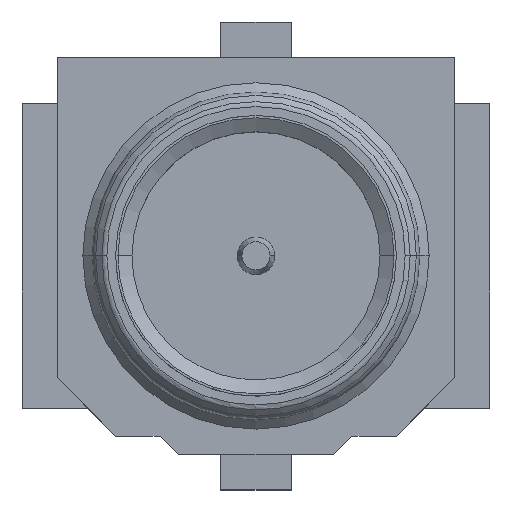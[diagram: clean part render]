
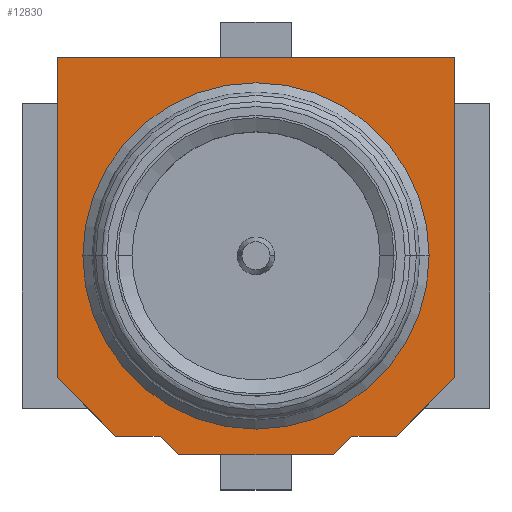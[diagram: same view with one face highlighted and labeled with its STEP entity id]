
A CAD part, top view. The second image highlights one B-rep face of the part: STEP entity #12830.
In plain terms, the highlighted face is planar.
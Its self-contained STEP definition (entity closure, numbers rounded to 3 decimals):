
#5920=CARTESIAN_POINT('',(47.979,22.346,1.1));
#5930=VERTEX_POINT('',#5920);
#5960=CARTESIAN_POINT('',(47.239,22.346,1.1));
#5970=DIRECTION('',(0.,1.,0.));
#5980=DIRECTION('',(0.,0.,-1.));
#5990=AXIS2_PLACEMENT_3D('',#5960,#5970,#5980);
#6000=CIRCLE('',#5990,0.74);
#6010=CARTESIAN_POINT('',(46.499,22.346,1.1));
#6020=VERTEX_POINT('',#6010);
#6030=EDGE_CURVE('',#5930,#6020,#6000,.T.);
#7590=EDGE_CURVE('',#6020,#5930,#6000,.T.);
#9160=CARTESIAN_POINT('',(46.389,22.346,0.25));
#9170=VERTEX_POINT('',#9160);
#9200=CARTESIAN_POINT('',(50.92,22.346,0.25));
#9210=DIRECTION('',(-1.,0.,0.));
#9220=VECTOR('',#9210,1.);
#9230=LINE('',#9200,#9220);
#9240=CARTESIAN_POINT('',(48.089,22.346,0.25));
#9250=VERTEX_POINT('',#9240);
#9260=EDGE_CURVE('',#9250,#9170,#9230,.T.);
#9760=CARTESIAN_POINT('',(47.569,22.346,1.95));
#9770=VERTEX_POINT('',#9760);
#9850=CARTESIAN_POINT('',(47.649,22.346,1.87));
#9860=VERTEX_POINT('',#9850);
#9890=CARTESIAN_POINT('',(48.62,22.346,0.899))
;
#9900=DIRECTION('',(-0.707,0.,
0.707));
#9910=VECTOR('',#9900,1.);
#9920=LINE('',#9890,#9910);
#9930=EDGE_CURVE('',#9860,#9770,#9920,.T.);
#10390=CARTESIAN_POINT('',(47.839,22.346,1.87));
#10400=VERTEX_POINT('',#10390);
#10430=CARTESIAN_POINT('',(50.92,22.346,1.87));
#10440=DIRECTION('',(-1.,0.,0.));
#10450=VECTOR('',#10440,1.);
#10460=LINE('',#10430,#10450);
#10470=EDGE_CURVE('',#10400,#9860,#10460,.T.);
#10630=CARTESIAN_POINT('',(46.909,22.346,1.95));
#10640=VERTEX_POINT('',#10630);
#10670=CARTESIAN_POINT('',(50.92,22.346,5.961));
#10680=DIRECTION('',(-0.707,0.,
-0.707));
#10690=VECTOR('',#10680,1.);
#10700=LINE('',#10670,#10690);
#10710=CARTESIAN_POINT('',(46.829,22.346,1.87));
#10720=VERTEX_POINT('',#10710);
#10730=EDGE_CURVE('',#10640,#10720,#10700,.T.);
#10940=CARTESIAN_POINT('',(46.639,22.346,1.87));
#10950=VERTEX_POINT('',#10940);
#10980=CARTESIAN_POINT('',(50.92,22.346,6.151));
#10990=DIRECTION('',(0.707,0.,
0.707));
#11000=VECTOR('',#10990,1.);
#11010=LINE('',#10980,#11000);
#11020=CARTESIAN_POINT('',(46.389,22.346,1.62));
#11030=VERTEX_POINT('',#11020);
#11040=EDGE_CURVE('',#11030,#10950,#11010,.T.);
#11320=CARTESIAN_POINT('',(48.089,22.346,0.899));
#11330=DIRECTION('',(-0.,0.,-1.));
#11340=VECTOR('',#11330,1.);
#11350=LINE('',#11320,#11340);
#11360=CARTESIAN_POINT('',(48.089,22.346,1.62));
#11370=VERTEX_POINT('',#11360);
#11380=EDGE_CURVE('',#11370,#9250,#11350,.T.);
#12140=CARTESIAN_POINT('',(50.92,22.346,1.87));
#12150=DIRECTION('',(-1.,0.,0.));
#12160=VECTOR('',#12150,1.);
#12170=LINE('',#12140,#12160);
#12180=EDGE_CURVE('',#10720,#10950,#12170,.T.);
#12470=CARTESIAN_POINT('',(47.252,22.346,1.463))
;
#12480=DIRECTION('',(-0.,1.,0.));
#12490=DIRECTION('',(1.,0.,0.));
#12500=AXIS2_PLACEMENT_3D('',#12470,#12480,#12490);
#12510=PLANE('',#12500);
#12520=ORIENTED_EDGE('',*,*,#7590,.T.);
#12530=ORIENTED_EDGE('',*,*,#6030,.T.);
#12540=EDGE_LOOP('',(#12530,#12520));
#12550=FACE_BOUND('',#12540,.T.);
#12560=ORIENTED_EDGE('',*,*,#9930,.T.);
#12570=ORIENTED_EDGE('',*,*,#10470,.T.);
#12580=CARTESIAN_POINT('',(48.81,22.346,0.899)
);
#12590=DIRECTION('',(0.707,0.,
-0.707));
#12600=VECTOR('',#12590,1.);
#12610=LINE('',#12580,#12600);
#12620=EDGE_CURVE('',#10400,#11370,#12610,.T.);
#12630=ORIENTED_EDGE('',*,*,#12620,.F.);
#12640=ORIENTED_EDGE('',*,*,#11380,.F.);
#12650=ORIENTED_EDGE('',*,*,#9260,.F.);
#12660=CARTESIAN_POINT('',(46.389,22.346,0.899));
#12670=DIRECTION('',(0.,0.,1.));
#12680=VECTOR('',#12670,1.);
#12690=LINE('',#12660,#12680);
#12700=EDGE_CURVE('',#9170,#11030,#12690,.T.);
#12710=ORIENTED_EDGE('',*,*,#12700,.F.);
#12720=ORIENTED_EDGE('',*,*,#11040,.F.);
#12730=ORIENTED_EDGE('',*,*,#12180,.T.);
#12740=ORIENTED_EDGE('',*,*,#10730,.T.);
#12750=CARTESIAN_POINT('',(50.92,22.346,1.95));
#12760=DIRECTION('',(1.,0.,0.));
#12770=VECTOR('',#12760,1.);
#12780=LINE('',#12750,#12770);
#12790=EDGE_CURVE('',#10640,#9770,#12780,.T.);
#12800=ORIENTED_EDGE('',*,*,#12790,.F.);
#12810=EDGE_LOOP('',(#12800,#12740,#12730,#12720,#12710,#12650,#12640,
#12630,#12570,#12560));
#12820=FACE_OUTER_BOUND('',#12810,.T.);
#12830=ADVANCED_FACE('',(#12550,#12820),#12510,.F.);
